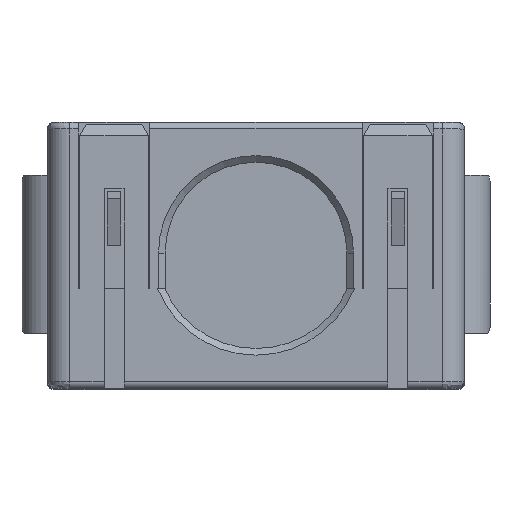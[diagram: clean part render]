
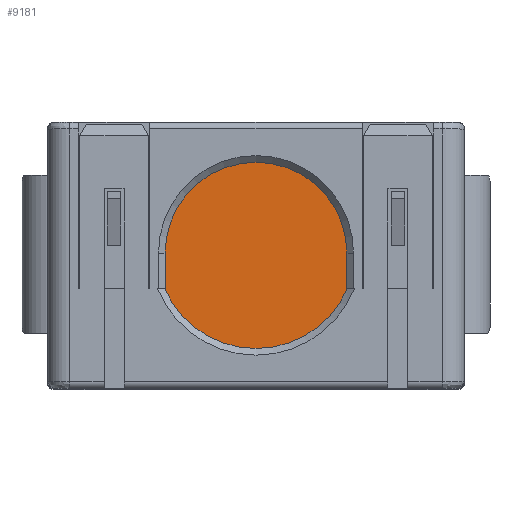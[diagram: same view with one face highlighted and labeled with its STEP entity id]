
A CAD part, top view. The second image highlights one B-rep face of the part: STEP entity #9181.
In plain terms, the highlighted planar face has unit normal (0, 0, 1).
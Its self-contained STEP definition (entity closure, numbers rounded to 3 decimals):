
#781 = CIRCLE ( 'NONE', #4241, 4.1 ) ;
#890 = ORIENTED_EDGE ( 'NONE', *, *, #19144, .F. ) ;
#2587 = AXIS2_PLACEMENT_3D ( 'NONE', #4335, #18131, #6423 ) ;
#2623 = ORIENTED_EDGE ( 'NONE', *, *, #14458, .T. ) ;
#3890 = ORIENTED_EDGE ( 'NONE', *, *, #12580, .T. ) ;
#4241 = AXIS2_PLACEMENT_3D ( 'NONE', #13048, #18794, #22455 ) ;
#4335 = CARTESIAN_POINT ( 'NONE',  ( 10.157, 3.892, -0.3 ) ) ;
#5261 = CIRCLE ( 'NONE', #2587, 4.492 ) ;
#5516 = VECTOR ( 'NONE', #12520, 1000. ) ;
#5583 = DIRECTION ( 'NONE',  ( 0., 0., -1. ) ) ;
#5873 = VERTEX_POINT ( 'NONE', #7230 ) ;
#6406 = AXIS2_PLACEMENT_3D ( 'NONE', #21208, #5583, #15597 ) ;
#6423 = DIRECTION ( 'NONE',  ( -1., 0., 0. ) ) ;
#7230 = CARTESIAN_POINT ( 'NONE',  ( 14.276, 2.1, -0.3 ) ) ;
#7608 = DIRECTION ( 'NONE',  ( 0., 1., 0. ) ) ;
#7744 = FACE_OUTER_BOUND ( 'NONE', #24475, .T. ) ;
#8554 = CARTESIAN_POINT ( 'NONE',  ( 6.057, 3.7, -0.3 ) ) ;
#8559 = VECTOR ( 'NONE', #16032, 1000. ) ;
#9181 = ADVANCED_FACE ( 'NONE', ( #7744 ), #13398, .F. ) ;
#9459 = LINE ( 'NONE', #22154, #8559 ) ;
#9920 = VERTEX_POINT ( 'NONE', #19901 ) ;
#10094 = VERTEX_POINT ( 'NONE', #20721 ) ;
#11819 = CARTESIAN_POINT ( 'NONE',  ( 6.038, 2.1, -0.3 ) ) ;
#12455 = CARTESIAN_POINT ( 'NONE',  ( 14.257, 2.1, -0.3 ) ) ;
#12520 = DIRECTION ( 'NONE',  ( -1., 0., 0. ) ) ;
#12580 = EDGE_CURVE ( 'NONE', #17749, #9920, #15530, .T. ) ;
#12632 = EDGE_CURVE ( 'NONE', #5873, #17749, #19127, .T. ) ;
#13048 = CARTESIAN_POINT ( 'NONE',  ( 10.157, 3.7, -0.3 ) ) ;
#13398 = PLANE ( 'NONE',  #6406 ) ;
#14160 = CARTESIAN_POINT ( 'NONE',  ( 14.257, 2.9, -0.3 ) ) ;
#14216 = EDGE_CURVE ( 'NONE', #22908, #5873, #5261, .T. ) ;
#14458 = EDGE_CURVE ( 'NONE', #10094, #22908, #9459, .T. ) ;
#15530 = LINE ( 'NONE', #14160, #22419 ) ;
#15597 = DIRECTION ( 'NONE',  ( -1., 0., 0. ) ) ;
#16032 = DIRECTION ( 'NONE',  ( -1., 0., 0. ) ) ;
#17749 = VERTEX_POINT ( 'NONE', #12455 ) ;
#17788 = VECTOR ( 'NONE', #7608, 1000. ) ;
#18131 = DIRECTION ( 'NONE',  ( 0., 0., 1. ) ) ;
#18451 = CARTESIAN_POINT ( 'NONE',  ( 16.807, 2.1, -0.3 ) ) ;
#18794 = DIRECTION ( 'NONE',  ( 0., 0., 1. ) ) ;
#18825 = VERTEX_POINT ( 'NONE', #8554 ) ;
#19127 = LINE ( 'NONE', #18451, #5516 ) ;
#19144 = EDGE_CURVE ( 'NONE', #10094, #18825, #24997, .T. ) ;
#19901 = CARTESIAN_POINT ( 'NONE',  ( 14.257, 3.7, -0.3 ) ) ;
#20390 = EDGE_CURVE ( 'NONE', #9920, #18825, #781, .T. ) ;
#20721 = CARTESIAN_POINT ( 'NONE',  ( 6.057, 2.1, -0.3 ) ) ;
#20892 = ORIENTED_EDGE ( 'NONE', *, *, #12632, .T. ) ;
#21208 = CARTESIAN_POINT ( 'NONE',  ( 5.357, 46.562, -0.3 ) ) ;
#21216 = CARTESIAN_POINT ( 'NONE',  ( 6.057, 2.9, -0.3 ) ) ;
#21527 = DIRECTION ( 'NONE',  ( 0., 1., 0. ) ) ;
#22154 = CARTESIAN_POINT ( 'NONE',  ( 3.507, 2.1, -0.3 ) ) ;
#22326 = ORIENTED_EDGE ( 'NONE', *, *, #20390, .T. ) ;
#22419 = VECTOR ( 'NONE', #21527, 1000. ) ;
#22455 = DIRECTION ( 'NONE',  ( -1., 0., 0. ) ) ;
#22908 = VERTEX_POINT ( 'NONE', #11819 ) ;
#24450 = ORIENTED_EDGE ( 'NONE', *, *, #14216, .T. ) ;
#24475 = EDGE_LOOP ( 'NONE', ( #24450, #20892, #3890, #22326, #890, #2623 ) ) ;
#24997 = LINE ( 'NONE', #21216, #17788 ) ;
